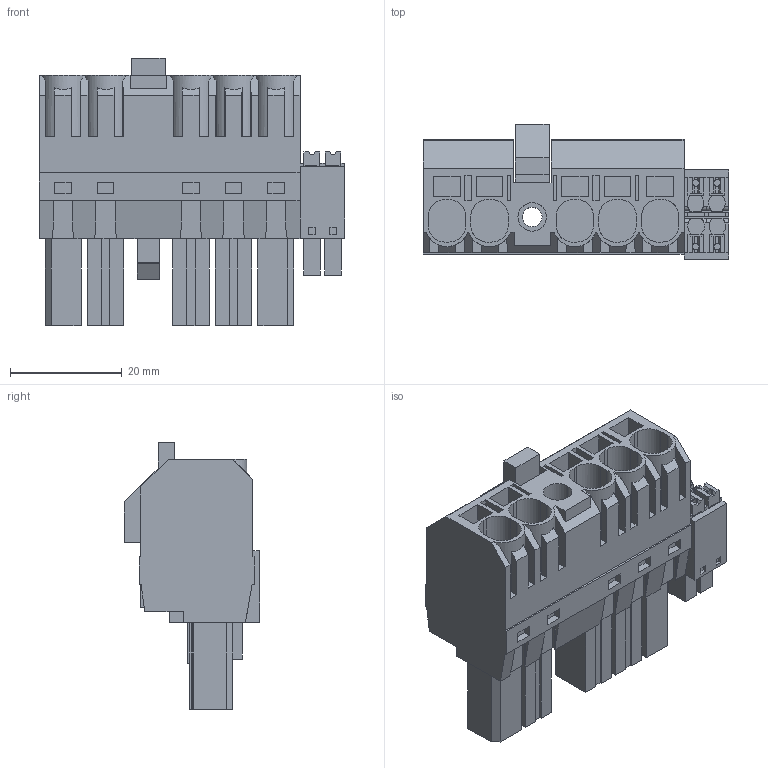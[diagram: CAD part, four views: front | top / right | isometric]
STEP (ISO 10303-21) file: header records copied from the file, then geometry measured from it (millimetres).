
FILE_DESCRIPTION(('CATIA V5 STEP Exchange','CAx-IF Rec.Pracs.--- Model Styling and Organization---1.4--- 2014-01-23'),'2;1');
FILE_NAME ('D1449506_1_1157220000_1157220000.stp','2023-09-07T12:50:24+00:00',('none'),('Weidmueller'),'CATIA Version 5-6 Release 2016 SP3 HF44','CATIA V5 STEP AP214','none');
FILE_SCHEMA(('AUTOMOTIVE_DESIGN { 1 0 10303 214 1 1 1 1 }'));
Length unit declared in the file: millimetre
Products named in the file (1): 1157220000
Bounding box: 54.65 x 24.13 x 47.7 mm (x, y, z)
Volume: 27237.3 mm3; surface area: 13793.5 mm2
Topology: 6 solids, 6 shells, 745 faces, 2086 edges, 1397 vertices
Faces by surface type: plane 680, cylinder 65
Entity records: 22745 total; most frequent: CARTESIAN_POINT 4516, ORIENTED_EDGE 4172, DIRECTION 3041, EDGE_CURVE 2086, VECTOR 1894, LINE 1894, VERTEX_POINT 1397, EDGE_LOOP 799
